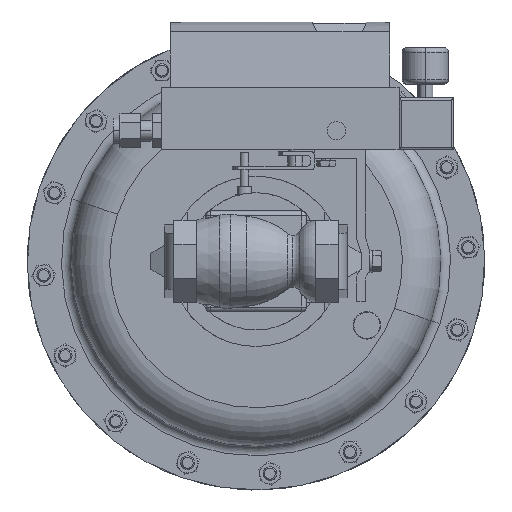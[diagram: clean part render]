
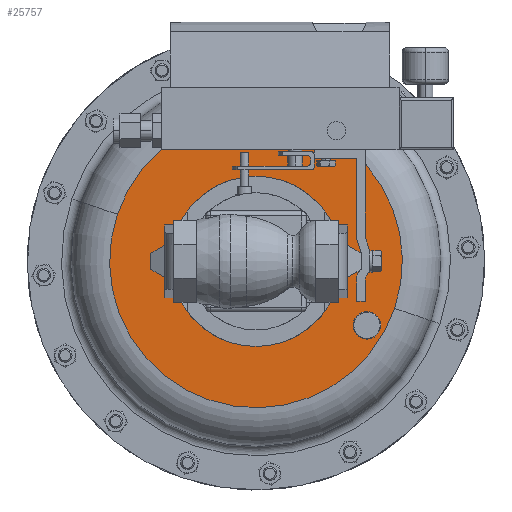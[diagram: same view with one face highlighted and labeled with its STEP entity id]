
A CAD part, front view. The second image highlights one B-rep face of the part: STEP entity #25757.
In plain terms, the highlighted planar face has unit normal (0, -1, 0).
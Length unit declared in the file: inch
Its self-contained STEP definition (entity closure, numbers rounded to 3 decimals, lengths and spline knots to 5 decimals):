
#725 = CARTESIAN_POINT ( 'NONE',  ( 0., 7.835, 0. ) ) ;
#2385 = CARTESIAN_POINT ( 'NONE',  ( 0., 7.835, 0. ) ) ;
#2443 = CARTESIAN_POINT ( 'NONE',  ( 3.03109, 7.835, -1.75 ) ) ;
#2715 = VERTEX_POINT ( 'NONE', #33938 ) ;
#3210 = EDGE_LOOP ( 'NONE', ( #25618, #31242 ) ) ;
#3462 = CARTESIAN_POINT ( 'NONE',  ( 0., 7.835, 0. ) ) ;
#3637 = CARTESIAN_POINT ( 'NONE',  ( 3.03109, 7.835, -1.75 ) ) ;
#3678 = DIRECTION ( 'NONE',  ( 0., 0., -1. ) ) ;
#3916 = PLANE ( 'NONE',  #25845 ) ;
#3939 = CIRCLE ( 'NONE', #34366, 0.375 ) ;
#4133 = CARTESIAN_POINT ( 'NONE',  ( 0., 7.835, -2.325 ) ) ;
#4434 = CIRCLE ( 'NONE', #20727, 4. ) ;
#5053 = AXIS2_PLACEMENT_3D ( 'NONE', #2385, #23151, #5395 ) ;
#5113 = EDGE_CURVE ( 'NONE', #37854, #2715, #34436, .T. ) ;
#5395 = DIRECTION ( 'NONE',  ( 0., 0., -1. ) ) ;
#5458 = DIRECTION ( 'NONE',  ( 0.947, 0., -0.321 ) ) ;
#5854 = AXIS2_PLACEMENT_3D ( 'NONE', #3637, #24416, #6633 ) ;
#5864 = VERTEX_POINT ( 'NONE', #37018 ) ;
#6472 = DIRECTION ( 'NONE',  ( 0.947, 0., -0.321 ) ) ;
#6633 = DIRECTION ( 'NONE',  ( 0.947, 0., -0.321 ) ) ;
#9888 = DIRECTION ( 'NONE',  ( -0.947, 0., 0.321 ) ) ;
#9921 = CIRCLE ( 'NONE', #37962, 2.325 ) ;
#10849 = VERTEX_POINT ( 'NONE', #12260 ) ;
#10885 = EDGE_CURVE ( 'NONE', #13468, #13680, #9921, .T. ) ;
#12260 = CARTESIAN_POINT ( 'NONE',  ( 2.67599, 7.835, -1.62946 ) ) ;
#13468 = VERTEX_POINT ( 'NONE', #4133 ) ;
#13680 = VERTEX_POINT ( 'NONE', #28867 ) ;
#14457 = EDGE_CURVE ( 'NONE', #5864, #10849, #29704, .T. ) ;
#16247 = FACE_BOUND ( 'NONE', #3210, .T. ) ;
#17663 = DIRECTION ( 'NONE',  ( 0., 1., 0. ) ) ;
#18682 = CARTESIAN_POINT ( 'NONE',  ( -1.28576, 7.835, -3.78772 ) ) ;
#20727 = AXIS2_PLACEMENT_3D ( 'NONE', #35371, #17663, #38327 ) ;
#21445 = DIRECTION ( 'NONE',  ( 0., -1., 0. ) ) ;
#21823 = EDGE_CURVE ( 'NONE', #10849, #5864, #3939, .T. ) ;
#23151 = DIRECTION ( 'NONE',  ( 0., -1., 0. ) ) ;
#23207 = DIRECTION ( 'NONE',  ( 0., 1., 0. ) ) ;
#24117 = FACE_OUTER_BOUND ( 'NONE', #37508, .T. ) ;
#24239 = DIRECTION ( 'NONE',  ( 0., 1., 0. ) ) ;
#24416 = DIRECTION ( 'NONE',  ( 0., 1., 0. ) ) ;
#25618 = ORIENTED_EDGE ( 'NONE', *, *, #10885, .F. ) ;
#25757 = ADVANCED_FACE ( 'NONE', ( #16247, #24117, #31060 ), #3916, .T. ) ;
#25845 = AXIS2_PLACEMENT_3D ( 'NONE', #18682, #27636, #9888 ) ;
#27636 = DIRECTION ( 'NONE',  ( 0., -1., 0. ) ) ;
#27693 = ORIENTED_EDGE ( 'NONE', *, *, #5113, .F. ) ;
#28724 = EDGE_LOOP ( 'NONE', ( #35874, #29860 ) ) ;
#28829 = EDGE_CURVE ( 'NONE', #13680, #13468, #36456, .T. ) ;
#28867 = CARTESIAN_POINT ( 'NONE',  ( 0., 7.835, 2.325 ) ) ;
#29022 = ORIENTED_EDGE ( 'NONE', *, *, #29787, .F. ) ;
#29704 = CIRCLE ( 'NONE', #5854, 0.375 ) ;
#29787 = EDGE_CURVE ( 'NONE', #2715, #37854, #4434, .T. ) ;
#29860 = ORIENTED_EDGE ( 'NONE', *, *, #21823, .T. ) ;
#30440 = AXIS2_PLACEMENT_3D ( 'NONE', #3462, #24239, #6472 ) ;
#31060 = FACE_BOUND ( 'NONE', #28724, .T. ) ;
#31242 = ORIENTED_EDGE ( 'NONE', *, *, #28829, .F. ) ;
#33938 = CARTESIAN_POINT ( 'NONE',  ( 3.78772, 7.835, -1.28576 ) ) ;
#34366 = AXIS2_PLACEMENT_3D ( 'NONE', #2443, #23207, #5458 ) ;
#34436 = CIRCLE ( 'NONE', #30440, 4. ) ;
#35371 = CARTESIAN_POINT ( 'NONE',  ( 0., 7.835, 0. ) ) ;
#35874 = ORIENTED_EDGE ( 'NONE', *, *, #14457, .T. ) ;
#36456 = CIRCLE ( 'NONE', #5053, 2.325 ) ;
#37018 = CARTESIAN_POINT ( 'NONE',  ( 3.38619, 7.835, -1.87054 ) ) ;
#37508 = EDGE_LOOP ( 'NONE', ( #29022, #27693 ) ) ;
#37854 = VERTEX_POINT ( 'NONE', #38389 ) ;
#37962 = AXIS2_PLACEMENT_3D ( 'NONE', #725, #21445, #3678 ) ;
#38327 = DIRECTION ( 'NONE',  ( 0.947, 0., -0.321 ) ) ;
#38389 = CARTESIAN_POINT ( 'NONE',  ( -3.78772, 7.835, 1.28576 ) ) ;
